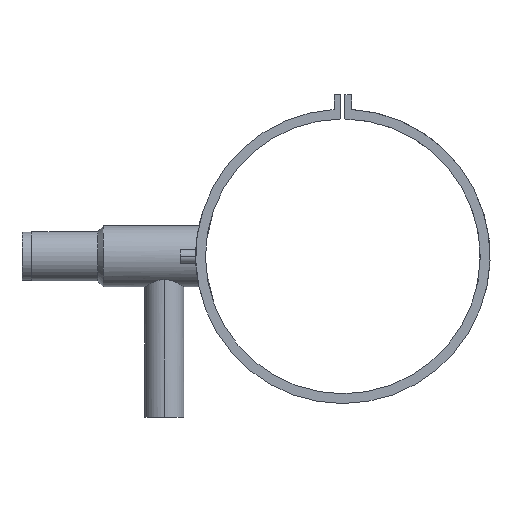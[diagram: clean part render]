
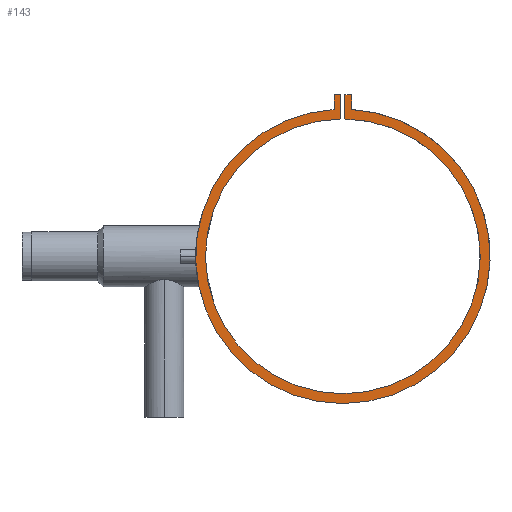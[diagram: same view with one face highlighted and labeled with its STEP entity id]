
A CAD part, left-side view. The second image highlights one B-rep face of the part: STEP entity #143.
In plain terms, the highlighted planar face has unit normal (-1, 0, 0).
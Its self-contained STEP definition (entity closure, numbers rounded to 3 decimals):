
#35 = CARTESIAN_POINT ( 'NONE',  ( -80., -2., 164.73 ) ) ;
#48 = CARTESIAN_POINT ( 'NONE',  ( -80., 9., 164.73 ) ) ;
#67 = CARTESIAN_POINT ( 'NONE',  ( -80., 2., 164.73 ) ) ;
#70 = DIRECTION ( 'NONE',  ( 0., 0., -1. ) ) ;
#80 = EDGE_CURVE ( 'NONE', #1722, #1281, #2062, .T. ) ;
#138 = CARTESIAN_POINT ( 'NONE',  ( -80., -2., 164.73 ) ) ;
#143 = ADVANCED_FACE ( 'NONE', ( #2169 ), #298, .F. ) ;
#156 = DIRECTION ( 'NONE',  ( -1., 0., 0. ) ) ;
#169 = VECTOR ( 'NONE', #982, 1000. ) ;
#178 = VERTEX_POINT ( 'NONE', #2181 ) ;
#298 = PLANE ( 'NONE',  #757 ) ;
#354 = CARTESIAN_POINT ( 'NONE',  ( -80., 9., 149.73 ) ) ;
#360 = CIRCLE ( 'NONE', #2210, 140. ) ;
#374 = CARTESIAN_POINT ( 'NONE',  ( -80., -9., 164.73 ) ) ;
#401 = EDGE_CURVE ( 'NONE', #1281, #1172, #1999, .T. ) ;
#403 = VERTEX_POINT ( 'NONE', #2465 ) ;
#500 = CARTESIAN_POINT ( 'NONE',  ( -80., -2., 139.986 ) ) ;
#507 = VERTEX_POINT ( 'NONE', #2188 ) ;
#593 = DIRECTION ( 'NONE',  ( 1., 0., 0. ) ) ;
#733 = LINE ( 'NONE', #1653, #1662 ) ;
#737 = EDGE_CURVE ( 'NONE', #1172, #403, #2217, .T. ) ;
#757 = AXIS2_PLACEMENT_3D ( 'NONE', #1244, #2020, #70 ) ;
#777 = EDGE_CURVE ( 'NONE', #507, #1722, #360, .T. ) ;
#854 = VECTOR ( 'NONE', #1086, 1000. ) ;
#907 = VECTOR ( 'NONE', #1313, 1000. ) ;
#982 = DIRECTION ( 'NONE',  ( 0., -1., 0. ) ) ;
#994 = DIRECTION ( 'NONE',  ( 0., -1., 0. ) ) ;
#1012 = DIRECTION ( 'NONE',  ( 0., 0., -1. ) ) ;
#1069 = VERTEX_POINT ( 'NONE', #354 ) ;
#1086 = DIRECTION ( 'NONE',  ( 0., 0., 1. ) ) ;
#1104 = DIRECTION ( 'NONE',  ( 0., 0., -1. ) ) ;
#1146 = CARTESIAN_POINT ( 'NONE',  ( -80., -2., 164.73 ) ) ;
#1152 = EDGE_LOOP ( 'NONE', ( #1686, #1678, #1673, #1670, #1663, #1655, #1650, #1647 ) ) ;
#1172 = VERTEX_POINT ( 'NONE', #1634 ) ;
#1244 = CARTESIAN_POINT ( 'NONE',  ( -80., 0., 0. ) ) ;
#1281 = VERTEX_POINT ( 'NONE', #1146 ) ;
#1293 = CIRCLE ( 'NONE', #2572, 150. ) ;
#1313 = DIRECTION ( 'NONE',  ( 0., 0., -1. ) ) ;
#1346 = EDGE_CURVE ( 'NONE', #1069, #178, #733, .T. ) ;
#1470 = VERTEX_POINT ( 'NONE', #2089 ) ;
#1521 = DIRECTION ( 'NONE',  ( 0., 0., -1. ) ) ;
#1634 = CARTESIAN_POINT ( 'NONE',  ( -80., -9., 164.73 ) ) ;
#1647 = ORIENTED_EDGE ( 'NONE', *, *, #1346, .F. ) ;
#1650 = ORIENTED_EDGE ( 'NONE', *, *, #1923, .F. ) ;
#1653 = CARTESIAN_POINT ( 'NONE',  ( -80., 9., 164.73 ) ) ;
#1655 = ORIENTED_EDGE ( 'NONE', *, *, #2110, .F. ) ;
#1662 = VECTOR ( 'NONE', #2303, 1000. ) ;
#1663 = ORIENTED_EDGE ( 'NONE', *, *, #777, .F. ) ;
#1670 = ORIENTED_EDGE ( 'NONE', *, *, #80, .F. ) ;
#1673 = ORIENTED_EDGE ( 'NONE', *, *, #401, .F. ) ;
#1678 = ORIENTED_EDGE ( 'NONE', *, *, #737, .F. ) ;
#1686 = ORIENTED_EDGE ( 'NONE', *, *, #2195, .F. ) ;
#1722 = VERTEX_POINT ( 'NONE', #500 ) ;
#1787 = VECTOR ( 'NONE', #994, 1000. ) ;
#1923 = EDGE_CURVE ( 'NONE', #178, #1470, #2007, .T. ) ;
#1999 = LINE ( 'NONE', #35, #169 ) ;
#2007 = LINE ( 'NONE', #48, #1787 ) ;
#2017 = LINE ( 'NONE', #67, #2308 ) ;
#2020 = DIRECTION ( 'NONE',  ( 1., 0., 0. ) ) ;
#2062 = LINE ( 'NONE', #138, #854 ) ;
#2075 = CARTESIAN_POINT ( 'NONE',  ( -80., 0., 0. ) ) ;
#2089 = CARTESIAN_POINT ( 'NONE',  ( -80., 2., 164.73 ) ) ;
#2110 = EDGE_CURVE ( 'NONE', #1470, #507, #2017, .T. ) ;
#2169 = FACE_OUTER_BOUND ( 'NONE', #1152, .T. ) ;
#2181 = CARTESIAN_POINT ( 'NONE',  ( -80., 9., 164.73 ) ) ;
#2188 = CARTESIAN_POINT ( 'NONE',  ( -80., 2., 139.986 ) ) ;
#2195 = EDGE_CURVE ( 'NONE', #403, #1069, #1293, .T. ) ;
#2210 = AXIS2_PLACEMENT_3D ( 'NONE', #2075, #156, #1104 ) ;
#2217 = LINE ( 'NONE', #374, #907 ) ;
#2303 = DIRECTION ( 'NONE',  ( 0., 0., 1. ) ) ;
#2308 = VECTOR ( 'NONE', #1012, 1000. ) ;
#2363 = CARTESIAN_POINT ( 'NONE',  ( -80., 0., 0. ) ) ;
#2465 = CARTESIAN_POINT ( 'NONE',  ( -80., -9., 149.73 ) ) ;
#2572 = AXIS2_PLACEMENT_3D ( 'NONE', #2363, #593, #1521 ) ;
